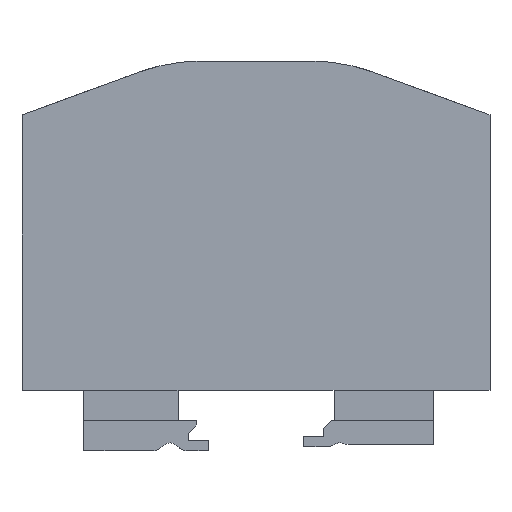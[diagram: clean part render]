
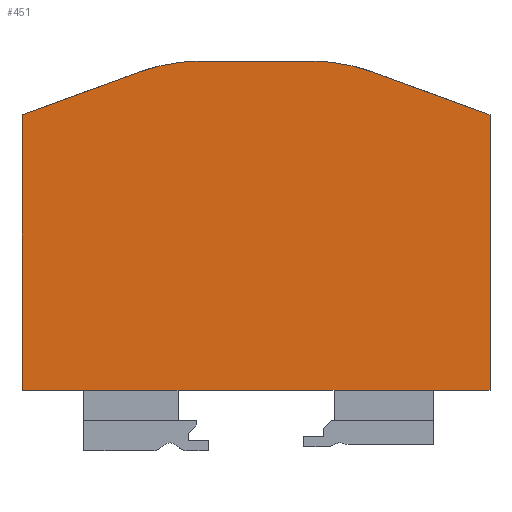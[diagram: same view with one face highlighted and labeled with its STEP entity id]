
A CAD part, left-side view. The second image highlights one B-rep face of the part: STEP entity #451.
In plain terms, the highlighted planar face has unit normal (-1, 0, 0).
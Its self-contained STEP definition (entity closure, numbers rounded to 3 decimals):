
#451 = ADVANCED_FACE( '', ( #1241 ), #1242, .F. );
#1241 = FACE_OUTER_BOUND( '', #2031, .T. );
#1242 = PLANE( '', #2032 );
#2031 = EDGE_LOOP( '', ( #5271, #5272, #5273, #5274, #5275, #5276, #5277, #5278 ) );
#2032 = AXIS2_PLACEMENT_3D( '', #5279, #5280, #5281 );
#5271 = ORIENTED_EDGE( '', *, *, #6031, .F. );
#5272 = ORIENTED_EDGE( '', *, *, #6158, .F. );
#5273 = ORIENTED_EDGE( '', *, *, #5722, .F. );
#5274 = ORIENTED_EDGE( '', *, *, #5744, .F. );
#5275 = ORIENTED_EDGE( '', *, *, #6340, .F. );
#5276 = ORIENTED_EDGE( '', *, *, #5755, .F. );
#5277 = ORIENTED_EDGE( '', *, *, #5779, .F. );
#5278 = ORIENTED_EDGE( '', *, *, #6173, .F. );
#5279 = CARTESIAN_POINT( '', ( 0., 0., 0. ) );
#5280 = DIRECTION( '', ( 1., 0., 0. ) );
#5281 = DIRECTION( '', ( 0., 0., -1. ) );
#5722 = EDGE_CURVE( '', #7076, #7078, #7079, .T. );
#5744 = EDGE_CURVE( '', #7119, #7076, #7121, .T. );
#5755 = EDGE_CURVE( '', #7139, #7141, #7142, .T. );
#5779 = EDGE_CURVE( '', #7184, #7139, #7186, .T. );
#6031 = EDGE_CURVE( '', #7618, #7620, #7621, .T. );
#6158 = EDGE_CURVE( '', #7078, #7618, #7820, .T. );
#6173 = EDGE_CURVE( '', #7620, #7184, #7835, .T. );
#6340 = EDGE_CURVE( '', #7141, #7119, #8101, .T. );
#7076 = VERTEX_POINT( '', #9228 );
#7078 = VERTEX_POINT( '', #9231 );
#7079 = LINE( '', #9232, #9233 );
#7119 = VERTEX_POINT( '', #9292 );
#7121 = CIRCLE( '', #9295, 18. );
#7139 = VERTEX_POINT( '', #9400 );
#7141 = VERTEX_POINT( '', #9403 );
#7142 = CIRCLE( '', #9404, 18. );
#7184 = VERTEX_POINT( '', #9465 );
#7186 = LINE( '', #9468, #9469 );
#7618 = VERTEX_POINT( '', #10144 );
#7620 = VERTEX_POINT( '', #10147 );
#7621 = LINE( '', #10148, #10149 );
#7820 = LINE( '', #10474, #10475 );
#7835 = LINE( '', #10504, #10505 );
#8101 = LINE( '', #10912, #10913 );
#9228 = CARTESIAN_POINT( '', ( 0., -11.482, 31.414 ) );
#9231 = CARTESIAN_POINT( '', ( 0., -23.1, 27.186 ) );
#9232 = CARTESIAN_POINT( '', ( 0., -11.482, 31.414 ) );
#9233 = VECTOR( '', #11606, 1. );
#9292 = CARTESIAN_POINT( '', ( 0., -5.326, 32.5 ) );
#9295 = AXIS2_PLACEMENT_3D( '', #11630, #11631, #11632 );
#9400 = CARTESIAN_POINT( '', ( 0., 11.482, 31.414 ) );
#9403 = CARTESIAN_POINT( '', ( 0., 5.326, 32.5 ) );
#9404 = AXIS2_PLACEMENT_3D( '', #11643, #11644, #11645 );
#9465 = CARTESIAN_POINT( '', ( 0., 23.1, 27.186 ) );
#9468 = CARTESIAN_POINT( '', ( 0., 23.1, 27.186 ) );
#9469 = VECTOR( '', #11675, 1. );
#10144 = CARTESIAN_POINT( '', ( 0., -23.1, 0. ) );
#10147 = CARTESIAN_POINT( '', ( 0., 23.1, 0. ) );
#10148 = CARTESIAN_POINT( '', ( 0., -23.1, 0. ) );
#10149 = VECTOR( '', #11941, 1. );
#10474 = CARTESIAN_POINT( '', ( 0., -23.1, 27.186 ) );
#10475 = VECTOR( '', #12068, 1. );
#10504 = CARTESIAN_POINT( '', ( 0., 23.1, 0. ) );
#10505 = VECTOR( '', #12083, 1. );
#10912 = CARTESIAN_POINT( '', ( 0., 5.326, 32.5 ) );
#10913 = VECTOR( '', #12300, 1. );
#11606 = DIRECTION( '', ( 0., -0.94, -0.342 ) );
#11630 = CARTESIAN_POINT( '', ( 0., -5.326, 14.5 ) );
#11631 = DIRECTION( '', ( 1., 0., 0. ) );
#11632 = DIRECTION( '', ( 0., 0., 1. ) );
#11643 = CARTESIAN_POINT( '', ( 0., 5.326, 14.5 ) );
#11644 = DIRECTION( '', ( 1., 0., 0. ) );
#11645 = DIRECTION( '', ( 0., 0.342, 0.94 ) );
#11675 = DIRECTION( '', ( 0., -0.94, 0.342 ) );
#11941 = DIRECTION( '', ( 0., 1., 0. ) );
#12068 = DIRECTION( '', ( 0., 0., -1. ) );
#12083 = DIRECTION( '', ( 0., 0., 1. ) );
#12300 = DIRECTION( '', ( 0., -1., 0. ) );
